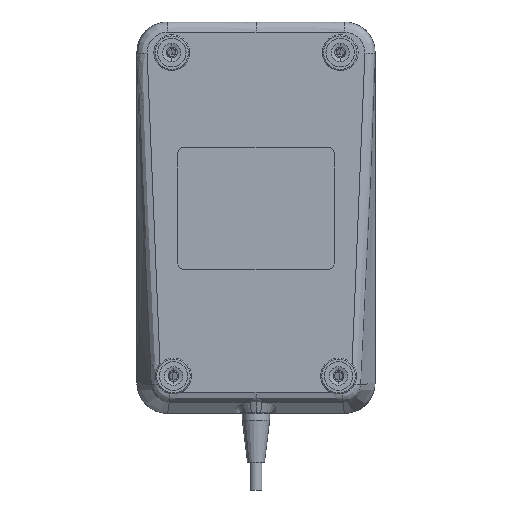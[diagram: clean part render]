
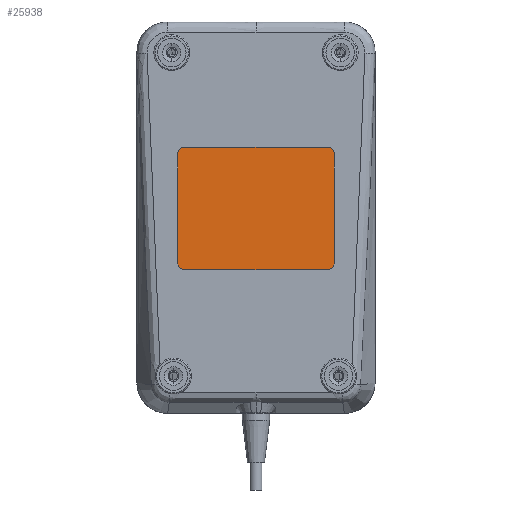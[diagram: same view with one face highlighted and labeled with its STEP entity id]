
A CAD part, front view. The second image highlights one B-rep face of the part: STEP entity #25938.
In plain terms, the highlighted planar face has unit normal (0, -1, 0).
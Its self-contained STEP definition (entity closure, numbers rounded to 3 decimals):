
#17480=CARTESIAN_POINT('',(21.,0.25,-13.25));
#17481=DIRECTION('',(0.,-1.,0.));
#17482=DIRECTION('',(0.,0.,-1.));
#17483=AXIS2_PLACEMENT_3D('',#17480,#17481,#17482);
#17485=DIRECTION('',(-1.,0.,0.));
#17486=VECTOR('',#17485,42.);
#17487=CARTESIAN_POINT('',(21.,0.25,-15.25));
#17488=LINE('',#17487,#17486);
#17489=CARTESIAN_POINT('',(-21.,0.25,-13.25));
#17490=DIRECTION('',(0.,-1.,0.));
#17491=DIRECTION('',(-1.,0.,0.));
#17492=AXIS2_PLACEMENT_3D('',#17489,#17490,#17491);
#17494=DIRECTION('',(0.,0.,1.));
#17495=VECTOR('',#17494,32.);
#17496=CARTESIAN_POINT('',(-23.,0.25,-13.25));
#17497=LINE('',#17496,#17495);
#17498=CARTESIAN_POINT('',(-21.,0.25,18.75));
#17499=DIRECTION('',(0.,-1.,0.));
#17500=DIRECTION('',(0.,0.,1.));
#17501=AXIS2_PLACEMENT_3D('',#17498,#17499,#17500);
#17503=DIRECTION('',(1.,0.,0.));
#17504=VECTOR('',#17503,42.);
#17505=CARTESIAN_POINT('',(-21.,0.25,20.75));
#17506=LINE('',#17505,#17504);
#17507=CARTESIAN_POINT('',(21.,0.25,18.75));
#17508=DIRECTION('',(0.,-1.,0.));
#17509=DIRECTION('',(1.,0.,0.));
#17510=AXIS2_PLACEMENT_3D('',#17507,#17508,#17509);
#17512=DIRECTION('',(0.,0.,-1.));
#17513=VECTOR('',#17512,32.);
#17514=CARTESIAN_POINT('',(23.,0.25,18.75));
#17515=LINE('',#17514,#17513);
#17675=CARTESIAN_POINT('',(21.,0.25,-15.25));
#17677=VERTEX_POINT('',#17675);
#17679=CARTESIAN_POINT('',(23.,0.25,-13.25));
#17680=VERTEX_POINT('',#17679);
#17683=CARTESIAN_POINT('',(23.,0.25,18.75));
#17684=VERTEX_POINT('',#17683);
#17685=CARTESIAN_POINT('',(-21.,0.25,-15.25));
#17686=VERTEX_POINT('',#17685);
#17691=CARTESIAN_POINT('',(-23.,0.25,-13.25));
#17693=VERTEX_POINT('',#17691);
#17695=CARTESIAN_POINT('',(-23.,0.25,18.75));
#17696=VERTEX_POINT('',#17695);
#17699=CARTESIAN_POINT('',(-21.,0.25,20.75));
#17701=VERTEX_POINT('',#17699);
#17703=CARTESIAN_POINT('',(21.,0.25,20.75));
#17704=VERTEX_POINT('',#17703);
#25917=CARTESIAN_POINT('',(0.,0.25,0.));
#25918=DIRECTION('',(0.,1.,0.));
#25919=DIRECTION('',(-1.,0.,0.));
#25920=AXIS2_PLACEMENT_3D('',#25917,#25918,#25919);
#25921=PLANE('',#25920);
#25923=ORIENTED_EDGE('',*,*,#25922,.F.);
#25925=ORIENTED_EDGE('',*,*,#25924,.T.);
#25926=ORIENTED_EDGE('',*,*,#25909,.F.);
#25927=ORIENTED_EDGE('',*,*,#25898,.T.);
#25929=ORIENTED_EDGE('',*,*,#25928,.F.);
#25931=ORIENTED_EDGE('',*,*,#25930,.T.);
#25933=ORIENTED_EDGE('',*,*,#25932,.F.);
#25935=ORIENTED_EDGE('',*,*,#25934,.T.);
#25936=EDGE_LOOP('',(#25923,#25925,#25926,#25927,#25929,#25931,#25933,#25935));
#25937=FACE_OUTER_BOUND('',#25936,.F.);
#25938=ADVANCED_FACE('',(#25937),#25921,.F.);
#17484=CIRCLE('',#17483,2.);
#17493=CIRCLE('',#17492,2.);
#17502=CIRCLE('',#17501,2.);
#17511=CIRCLE('',#17510,2.);
#25898=EDGE_CURVE('',#17693,#17696,#17497,.T.);
#25909=EDGE_CURVE('',#17693,#17686,#17493,.T.);
#25922=EDGE_CURVE('',#17677,#17680,#17484,.T.);
#25924=EDGE_CURVE('',#17677,#17686,#17488,.T.);
#25928=EDGE_CURVE('',#17701,#17696,#17502,.T.);
#25930=EDGE_CURVE('',#17701,#17704,#17506,.T.);
#25932=EDGE_CURVE('',#17684,#17704,#17511,.T.);
#25934=EDGE_CURVE('',#17684,#17680,#17515,.T.);
